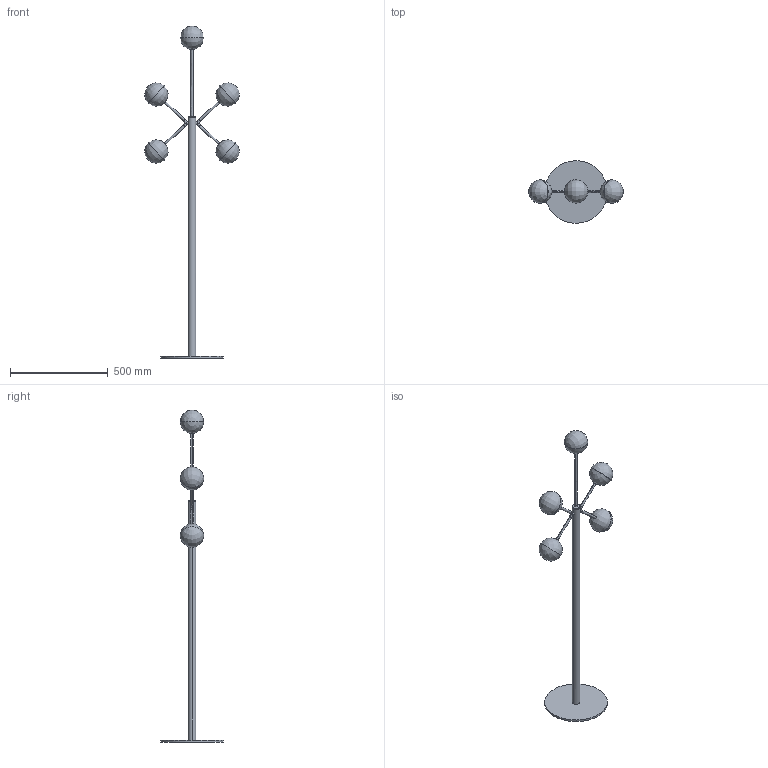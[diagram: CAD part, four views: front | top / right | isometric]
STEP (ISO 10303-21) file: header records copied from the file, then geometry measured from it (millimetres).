
FILE_DESCRIPTION(/* description */ (''),/* implementation_level */ '2;1');
FILE_NAME(/* name */ '17CAE6~1',/* time_stamp */ '2020-11-30T11:55:00+01:00',/* author */ (''),/* organization */ (''),/* preprocessor_version */ 'ST-DEVELOPER v16.5',/* originating_system */ '',/* authorisation */ '');
FILE_SCHEMA (('AUTOMOTIVE_DESIGN'));
Length unit declared in the file: millimetre
Products named in the file (1): Document
Bounding box: 484.95 x 319.41 x 1700 mm (x, y, z)
Volume: 3877273.2 mm3; surface area: 964288 mm2
Topology: 12 solids, 23 shells, 61 faces, 185 edges, 114 vertices
Faces by surface type: bspline 56, plane 5
Entity records: 3327 total; most frequent: CARTESIAN_POINT 2397, ORIENTED_EDGE 181, EDGE_CURVE 105, VERTEX_POINT 79, ADVANCED_FACE 61, FACE_OUTER_BOUND 61, EDGE_LOOP 61, B_SPLINE_CURVE_WITH_KNOTS 39
